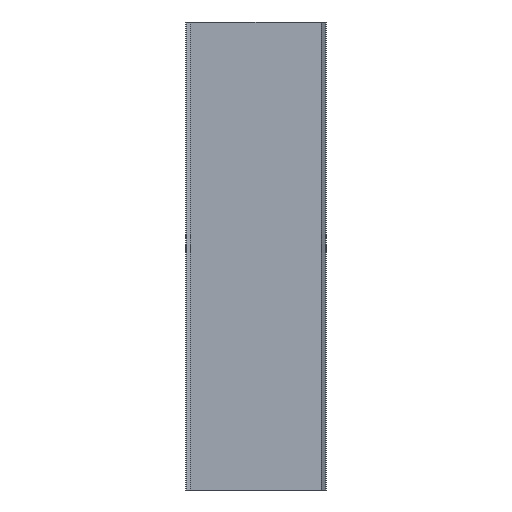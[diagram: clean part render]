
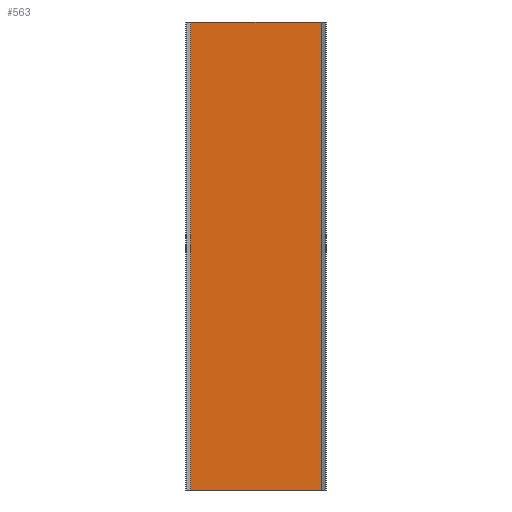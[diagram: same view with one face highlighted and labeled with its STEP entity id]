
A CAD part, front view. The second image highlights one B-rep face of the part: STEP entity #563.
In plain terms, the highlighted planar face has unit normal (0, -1, 0).
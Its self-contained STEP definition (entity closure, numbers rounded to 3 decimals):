
#3 = PLANE ( 'NONE',  #2563 ) ;
#91 = DIRECTION ( 'NONE',  ( -1., 0., 0. ) ) ;
#98 = DIRECTION ( 'NONE',  ( 0., 1., 0. ) ) ;
#140 = VECTOR ( 'NONE', #3510, 1000. ) ;
#244 = LINE ( 'NONE', #722, #1319 ) ;
#331 = CARTESIAN_POINT ( 'NONE',  ( 73.1, 0., 500. ) ) ;
#425 = VERTEX_POINT ( 'NONE', #1078 ) ;
#563 = ADVANCED_FACE ( 'NONE', ( #3420 ), #3, .F. ) ;
#568 = CARTESIAN_POINT ( 'NONE',  ( -73.1, 0., 500. ) ) ;
#703 = ORIENTED_EDGE ( 'NONE', *, *, #2985, .F. ) ;
#709 = CARTESIAN_POINT ( 'NONE',  ( 73.1, 0., 500. ) ) ;
#722 = CARTESIAN_POINT ( 'NONE',  ( 73.1, 0., 500. ) ) ;
#1078 = CARTESIAN_POINT ( 'NONE',  ( -73.1, 0., 0. ) ) ;
#1123 = VECTOR ( 'NONE', #1961, 1000. ) ;
#1319 = VECTOR ( 'NONE', #2867, 1000. ) ;
#1387 = VERTEX_POINT ( 'NONE', #568 ) ;
#1390 = EDGE_LOOP ( 'NONE', ( #2862, #3726, #703, #2406 ) ) ;
#1397 = CARTESIAN_POINT ( 'NONE',  ( 73.1, 0., 500. ) ) ;
#1644 = CARTESIAN_POINT ( 'NONE',  ( 73.1, 0., 0. ) ) ;
#1846 = LINE ( 'NONE', #3195, #140 ) ;
#1940 = LINE ( 'NONE', #1644, #1123 ) ;
#1961 = DIRECTION ( 'NONE',  ( 1., 0., 0. ) ) ;
#2406 = ORIENTED_EDGE ( 'NONE', *, *, #2990, .T. ) ;
#2563 = AXIS2_PLACEMENT_3D ( 'NONE', #331, #98, #91 ) ;
#2569 = DIRECTION ( 'NONE',  ( 0., 0., -1. ) ) ;
#2653 = VECTOR ( 'NONE', #2569, 1000. ) ;
#2862 = ORIENTED_EDGE ( 'NONE', *, *, #2981, .T. ) ;
#2867 = DIRECTION ( 'NONE',  ( 1., 0., 0. ) ) ;
#2981 = EDGE_CURVE ( 'NONE', #425, #3843, #1940, .T. ) ;
#2983 = EDGE_CURVE ( 'NONE', #3060, #3843, #3487, .T. ) ;
#2985 = EDGE_CURVE ( 'NONE', #1387, #3060, #244, .T. ) ;
#2990 = EDGE_CURVE ( 'NONE', #1387, #425, #1846, .T. ) ;
#3060 = VERTEX_POINT ( 'NONE', #1397 ) ;
#3195 = CARTESIAN_POINT ( 'NONE',  ( -73.1, 0., 500. ) ) ;
#3325 = CARTESIAN_POINT ( 'NONE',  ( 73.1, 0., 0. ) ) ;
#3420 = FACE_OUTER_BOUND ( 'NONE', #1390, .T. ) ;
#3487 = LINE ( 'NONE', #709, #2653 ) ;
#3510 = DIRECTION ( 'NONE',  ( 0., 0., -1. ) ) ;
#3726 = ORIENTED_EDGE ( 'NONE', *, *, #2983, .F. ) ;
#3843 = VERTEX_POINT ( 'NONE', #3325 ) ;
